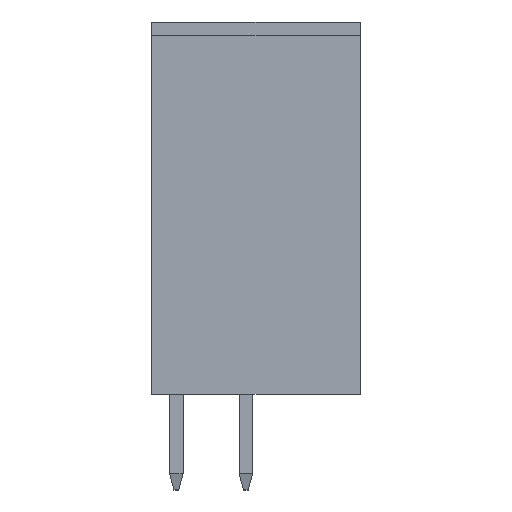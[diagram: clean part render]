
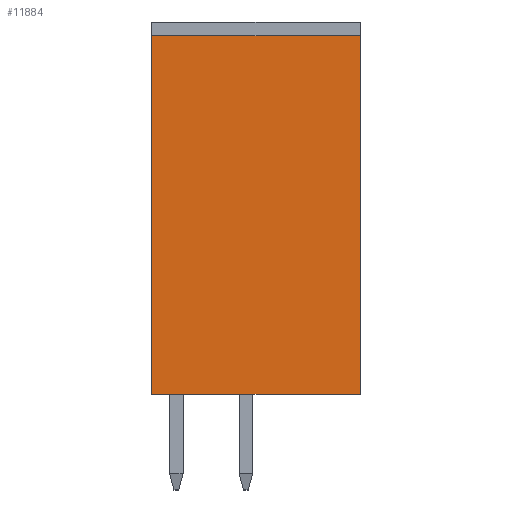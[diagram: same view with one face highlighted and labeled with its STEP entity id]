
A CAD part, front view. The second image highlights one B-rep face of the part: STEP entity #11884.
In plain terms, the highlighted planar face has unit normal (0, -1, 0).
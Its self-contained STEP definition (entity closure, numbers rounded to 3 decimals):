
#504 = EDGE_CURVE ( 'NONE', #14216, #4621, #8518, .T. ) ;
#958 = LINE ( 'NONE', #4817, #2800 ) ;
#1034 = DIRECTION ( 'NONE',  ( 0., 0., 1. ) ) ;
#1230 = DIRECTION ( 'NONE',  ( -1., 0., 0. ) ) ;
#1526 = EDGE_CURVE ( 'NONE', #10640, #4621, #958, .T. ) ;
#1783 = ORIENTED_EDGE ( 'NONE', *, *, #1526, .T. ) ;
#2072 = VECTOR ( 'NONE', #10488, 1000. ) ;
#2553 = CARTESIAN_POINT ( 'NONE',  ( 3.81, -6.3, -6.3 ) ) ;
#2800 = VECTOR ( 'NONE', #3585, 1000. ) ;
#3510 = CARTESIAN_POINT ( 'NONE',  ( 6.35, -6.3, -6.3 ) ) ;
#3585 = DIRECTION ( 'NONE',  ( 0., 0., -1. ) ) ;
#3747 = LINE ( 'NONE', #10126, #8557 ) ;
#4178 = CARTESIAN_POINT ( 'NONE',  ( -1.27, -6.3, -6.3 ) ) ;
#4199 = CARTESIAN_POINT ( 'NONE',  ( 3.81, -6.3, 6.8 ) ) ;
#4621 = VERTEX_POINT ( 'NONE', #4178 ) ;
#4817 = CARTESIAN_POINT ( 'NONE',  ( -1.27, -6.3, -6.3 ) ) ;
#5002 = ORIENTED_EDGE ( 'NONE', *, *, #11340, .T. ) ;
#5287 = CARTESIAN_POINT ( 'NONE',  ( 3.81, -6.3, -6.3 ) ) ;
#6506 = PLANE ( 'NONE',  #15400 ) ;
#7340 = ORIENTED_EDGE ( 'NONE', *, *, #10051, .F. ) ;
#7589 = VECTOR ( 'NONE', #1230, 1000. ) ;
#8431 = CARTESIAN_POINT ( 'NONE',  ( 6.35, -6.3, 6.8 ) ) ;
#8518 = LINE ( 'NONE', #2553, #7589 ) ;
#8557 = VECTOR ( 'NONE', #12553, 1000. ) ;
#9238 = LINE ( 'NONE', #4199, #2072 ) ;
#10051 = EDGE_CURVE ( 'NONE', #14179, #14216, #3747, .T. ) ;
#10126 = CARTESIAN_POINT ( 'NONE',  ( 6.35, -6.3, 6.8 ) ) ;
#10488 = DIRECTION ( 'NONE',  ( -1., 0., 0. ) ) ;
#10640 = VERTEX_POINT ( 'NONE', #11111 ) ;
#11111 = CARTESIAN_POINT ( 'NONE',  ( -1.27, -6.3, 6.8 ) ) ;
#11340 = EDGE_CURVE ( 'NONE', #14179, #10640, #9238, .T. ) ;
#11503 = FACE_OUTER_BOUND ( 'NONE', #16131, .T. ) ;
#11884 = ADVANCED_FACE ( 'NONE', ( #11503 ), #6506, .F. ) ;
#12553 = DIRECTION ( 'NONE',  ( 0., 0., -1. ) ) ;
#13005 = ORIENTED_EDGE ( 'NONE', *, *, #504, .F. ) ;
#14179 = VERTEX_POINT ( 'NONE', #8431 ) ;
#14216 = VERTEX_POINT ( 'NONE', #3510 ) ;
#15242 = DIRECTION ( 'NONE',  ( 0., 1., 0. ) ) ;
#15400 = AXIS2_PLACEMENT_3D ( 'NONE', #5287, #15242, #1034 ) ;
#16131 = EDGE_LOOP ( 'NONE', ( #5002, #1783, #13005, #7340 ) ) ;
